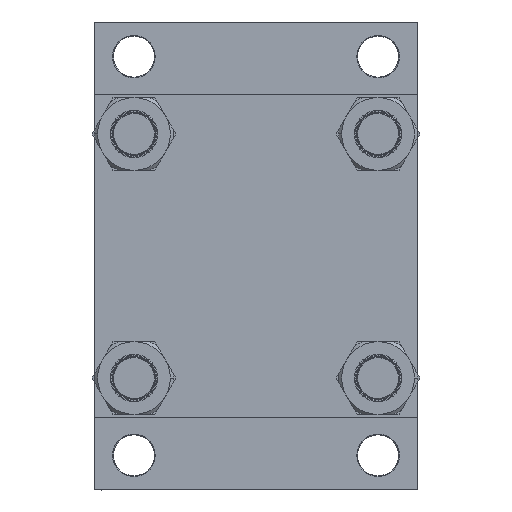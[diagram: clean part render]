
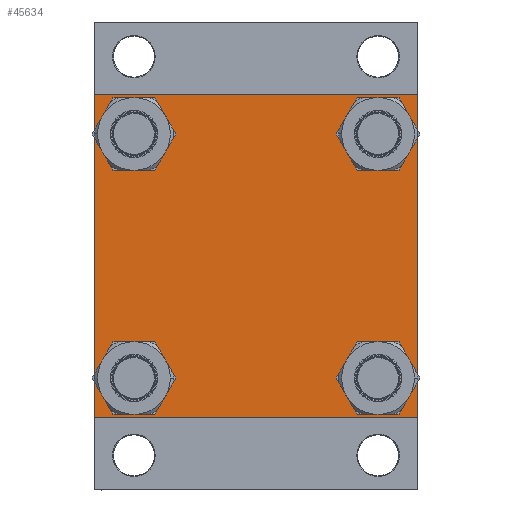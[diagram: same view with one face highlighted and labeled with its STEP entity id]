
A CAD part, left-side view. The second image highlights one B-rep face of the part: STEP entity #45634.
In plain terms, the highlighted planar face has unit normal (-1, 0, 0).
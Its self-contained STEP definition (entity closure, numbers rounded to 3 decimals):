
#256 = EDGE_CURVE ( 'NONE', #16652, #29985, #16472, .T. ) ;
#943 = EDGE_CURVE ( 'NONE', #46437, #7897, #11827, .T. ) ;
#1189 = CIRCLE ( 'NONE', #40827, 14. ) ;
#1553 = EDGE_LOOP ( 'NONE', ( #29723, #39467, #37450, #45435, #36749, #6046, #38236, #1795 ) ) ;
#1556 = VERTEX_POINT ( 'NONE', #9262 ) ;
#1657 = EDGE_CURVE ( 'NONE', #44790, #4163, #12738, .T. ) ;
#1723 = VERTEX_POINT ( 'NONE', #13567 ) ;
#1795 = ORIENTED_EDGE ( 'NONE', *, *, #13297, .T. ) ;
#1878 = EDGE_CURVE ( 'NONE', #36797, #33781, #27646, .T. ) ;
#2547 = FACE_BOUND ( 'NONE', #34614, .T. ) ;
#3108 = CIRCLE ( 'NONE', #36574, 14. ) ;
#3419 = VERTEX_POINT ( 'NONE', #4418 ) ;
#4163 = VERTEX_POINT ( 'NONE', #13640 ) ;
#4418 = CARTESIAN_POINT ( 'NONE',  ( 0., 102.5, -102. ) ) ;
#5964 = FACE_BOUND ( 'NONE', #21146, .T. ) ;
#6030 = VECTOR ( 'NONE', #39088, 1000. ) ;
#6046 = ORIENTED_EDGE ( 'NONE', *, *, #43124, .T. ) ;
#7516 = EDGE_CURVE ( 'NONE', #1723, #16498, #3108, .T. ) ;
#7897 = VERTEX_POINT ( 'NONE', #23942 ) ;
#8107 = DIRECTION ( 'NONE',  ( 0., 0., 1. ) ) ;
#8399 = LINE ( 'NONE', #23257, #41356 ) ;
#8650 = DIRECTION ( 'NONE',  ( 1., 0., 0. ) ) ;
#9142 = EDGE_CURVE ( 'NONE', #20133, #3419, #35529, .T. ) ;
#9262 = CARTESIAN_POINT ( 'NONE',  ( 0., -102.5, 102. ) ) ;
#9614 = VECTOR ( 'NONE', #33996, 1000. ) ;
#9683 = CARTESIAN_POINT ( 'NONE',  ( 0., 102., 102.5 ) ) ;
#10575 = CARTESIAN_POINT ( 'NONE',  ( 0., -102.25, -102.25 ) ) ;
#10663 = CARTESIAN_POINT ( 'NONE',  ( 0., 102.5, 102.5 ) ) ;
#11277 = EDGE_CURVE ( 'NONE', #1556, #12436, #8399, .T. ) ;
#11288 = DIRECTION ( 'NONE',  ( 1., 0., 0. ) ) ;
#11635 = CARTESIAN_POINT ( 'NONE',  ( 0., -77.45, 63.45 ) ) ;
#11811 = EDGE_CURVE ( 'NONE', #4163, #44790, #45237, .T. ) ;
#11827 = LINE ( 'NONE', #15479, #9614 ) ;
#12242 = LINE ( 'NONE', #19798, #14205 ) ;
#12436 = VERTEX_POINT ( 'NONE', #45782 ) ;
#12738 = CIRCLE ( 'NONE', #35283, 14. ) ;
#12908 = DIRECTION ( 'NONE',  ( 0., -0.707, -0.707 ) ) ;
#13272 = ORIENTED_EDGE ( 'NONE', *, *, #11811, .T. ) ;
#13297 = EDGE_CURVE ( 'NONE', #46437, #20133, #12242, .T. ) ;
#13365 = ORIENTED_EDGE ( 'NONE', *, *, #1657, .T. ) ;
#13399 = DIRECTION ( 'NONE',  ( 1., 0., 0. ) ) ;
#13567 = CARTESIAN_POINT ( 'NONE',  ( 0., -77.45, 91.45 ) ) ;
#13640 = CARTESIAN_POINT ( 'NONE',  ( 0., -77.45, -63.45 ) ) ;
#14122 = DIRECTION ( 'NONE',  ( 0., 0., 1. ) ) ;
#14205 = VECTOR ( 'NONE', #46096, 1000. ) ;
#14679 = DIRECTION ( 'NONE',  ( 1., 0., 0. ) ) ;
#14823 = CIRCLE ( 'NONE', #34257, 14. ) ;
#15148 = ORIENTED_EDGE ( 'NONE', *, *, #47227, .T. ) ;
#15154 = DIRECTION ( 'NONE',  ( 0., 0., 1. ) ) ;
#15479 = CARTESIAN_POINT ( 'NONE',  ( 0., 102.5, 102.5 ) ) ;
#15802 = CARTESIAN_POINT ( 'NONE',  ( 0., -77.45, -77.45 ) ) ;
#16196 = DIRECTION ( 'NONE',  ( 0., 0., 1. ) ) ;
#16231 = CARTESIAN_POINT ( 'NONE',  ( 0., 102.5, -102.5 ) ) ;
#16472 = LINE ( 'NONE', #16231, #46914 ) ;
#16498 = VERTEX_POINT ( 'NONE', #11635 ) ;
#16652 = VERTEX_POINT ( 'NONE', #24757 ) ;
#16761 = ORIENTED_EDGE ( 'NONE', *, *, #7516, .T. ) ;
#16897 = EDGE_CURVE ( 'NONE', #33781, #36797, #28182, .T. ) ;
#17000 = DIRECTION ( 'NONE',  ( 0., 0., -1. ) ) ;
#17581 = VECTOR ( 'NONE', #12908, 1000. ) ;
#19439 = DIRECTION ( 'NONE',  ( 0., 0., 1. ) ) ;
#19798 = CARTESIAN_POINT ( 'NONE',  ( 0., 102.25, 102.25 ) ) ;
#20133 = VERTEX_POINT ( 'NONE', #30924 ) ;
#20608 = DIRECTION ( 'NONE',  ( 0., -1., 0. ) ) ;
#20820 = ORIENTED_EDGE ( 'NONE', *, *, #1878, .T. ) ;
#20826 = CARTESIAN_POINT ( 'NONE',  ( 0., 0., 0. ) ) ;
#20986 = AXIS2_PLACEMENT_3D ( 'NONE', #20826, #24717, #31778 ) ;
#21146 = EDGE_LOOP ( 'NONE', ( #38928, #20820 ) ) ;
#22754 = AXIS2_PLACEMENT_3D ( 'NONE', #44892, #11288, #8107 ) ;
#22926 = EDGE_CURVE ( 'NONE', #32600, #42652, #1189, .T. ) ;
#23096 = CARTESIAN_POINT ( 'NONE',  ( 0., -77.45, -77.45 ) ) ;
#23257 = CARTESIAN_POINT ( 'NONE',  ( 0., -102.5, 102.5 ) ) ;
#23392 = LINE ( 'NONE', #41659, #17581 ) ;
#23911 = CIRCLE ( 'NONE', #27770, 14. ) ;
#23942 = CARTESIAN_POINT ( 'NONE',  ( 0., -102., 102.5 ) ) ;
#24717 = DIRECTION ( 'NONE',  ( -1., 0., 0. ) ) ;
#24757 = CARTESIAN_POINT ( 'NONE',  ( 0., 102., -102.5 ) ) ;
#25572 = CARTESIAN_POINT ( 'NONE',  ( 0., 77.45, 77.45 ) ) ;
#25743 = DIRECTION ( 'NONE',  ( 0., 0., 1. ) ) ;
#25888 = EDGE_LOOP ( 'NONE', ( #15148, #43244 ) ) ;
#26577 = AXIS2_PLACEMENT_3D ( 'NONE', #15802, #30663, #45511 ) ;
#26982 = ORIENTED_EDGE ( 'NONE', *, *, #35378, .T. ) ;
#27646 = CIRCLE ( 'NONE', #45503, 14. ) ;
#27770 = AXIS2_PLACEMENT_3D ( 'NONE', #32149, #13399, #14122 ) ;
#28182 = CIRCLE ( 'NONE', #22754, 14. ) ;
#28614 = FACE_BOUND ( 'NONE', #40499, .T. ) ;
#28700 = VECTOR ( 'NONE', #36180, 1000. ) ;
#29095 = LINE ( 'NONE', #10575, #6030 ) ;
#29723 = ORIENTED_EDGE ( 'NONE', *, *, #9142, .T. ) ;
#29837 = CARTESIAN_POINT ( 'NONE',  ( 0., 77.45, -91.45 ) ) ;
#29985 = VERTEX_POINT ( 'NONE', #32354 ) ;
#30389 = CARTESIAN_POINT ( 'NONE',  ( 0., 77.45, 63.45 ) ) ;
#30663 = DIRECTION ( 'NONE',  ( 1., 0., 0. ) ) ;
#30924 = CARTESIAN_POINT ( 'NONE',  ( 0., 102.5, 102. ) ) ;
#31778 = DIRECTION ( 'NONE',  ( 0., 0., 1. ) ) ;
#32149 = CARTESIAN_POINT ( 'NONE',  ( 0., -77.45, 77.45 ) ) ;
#32266 = LINE ( 'NONE', #47124, #28700 ) ;
#32354 = CARTESIAN_POINT ( 'NONE',  ( 0., -102., -102.5 ) ) ;
#32600 = VERTEX_POINT ( 'NONE', #30389 ) ;
#32736 = VECTOR ( 'NONE', #17000, 1000. ) ;
#33591 = DIRECTION ( 'NONE',  ( 0., 0., 1. ) ) ;
#33781 = VERTEX_POINT ( 'NONE', #42805 ) ;
#33821 = DIRECTION ( 'NONE',  ( 1., 0., 0. ) ) ;
#33996 = DIRECTION ( 'NONE',  ( 0., -1., 0. ) ) ;
#34208 = EDGE_CURVE ( 'NONE', #3419, #16652, #23392, .T. ) ;
#34257 = AXIS2_PLACEMENT_3D ( 'NONE', #25572, #40424, #33591 ) ;
#34614 = EDGE_LOOP ( 'NONE', ( #13272, #13365 ) ) ;
#35283 = AXIS2_PLACEMENT_3D ( 'NONE', #23096, #33821, #19439 ) ;
#35378 = EDGE_CURVE ( 'NONE', #16498, #1723, #23911, .T. ) ;
#35449 = PLANE ( 'NONE',  #20986 ) ;
#35529 = LINE ( 'NONE', #10663, #32736 ) ;
#36180 = DIRECTION ( 'NONE',  ( 0., 0.707, 0.707 ) ) ;
#36574 = AXIS2_PLACEMENT_3D ( 'NONE', #38381, #8650, #16196 ) ;
#36749 = ORIENTED_EDGE ( 'NONE', *, *, #11277, .F. ) ;
#36797 = VERTEX_POINT ( 'NONE', #29837 ) ;
#37249 = EDGE_CURVE ( 'NONE', #29985, #12436, #29095, .T. ) ;
#37450 = ORIENTED_EDGE ( 'NONE', *, *, #256, .T. ) ;
#38236 = ORIENTED_EDGE ( 'NONE', *, *, #943, .F. ) ;
#38381 = CARTESIAN_POINT ( 'NONE',  ( 0., -77.45, 77.45 ) ) ;
#38928 = ORIENTED_EDGE ( 'NONE', *, *, #16897, .T. ) ;
#39088 = DIRECTION ( 'NONE',  ( 0., -0.707, 0.707 ) ) ;
#39333 = FACE_OUTER_BOUND ( 'NONE', #1553, .T. ) ;
#39467 = ORIENTED_EDGE ( 'NONE', *, *, #34208, .T. ) ;
#40424 = DIRECTION ( 'NONE',  ( 1., 0., 0. ) ) ;
#40499 = EDGE_LOOP ( 'NONE', ( #16761, #26982 ) ) ;
#40827 = AXIS2_PLACEMENT_3D ( 'NONE', #45849, #14679, #15154 ) ;
#41356 = VECTOR ( 'NONE', #45658, 1000. ) ;
#41659 = CARTESIAN_POINT ( 'NONE',  ( 0., 102.25, -102.25 ) ) ;
#42652 = VERTEX_POINT ( 'NONE', #47219 ) ;
#42805 = CARTESIAN_POINT ( 'NONE',  ( 0., 77.45, -63.45 ) ) ;
#43124 = EDGE_CURVE ( 'NONE', #1556, #7897, #32266, .T. ) ;
#43244 = ORIENTED_EDGE ( 'NONE', *, *, #22926, .T. ) ;
#44245 = DIRECTION ( 'NONE',  ( 1., 0., 0. ) ) ;
#44481 = CARTESIAN_POINT ( 'NONE',  ( 0., 77.45, -77.45 ) ) ;
#44502 = CARTESIAN_POINT ( 'NONE',  ( 0., -77.45, -91.45 ) ) ;
#44790 = VERTEX_POINT ( 'NONE', #44502 ) ;
#44892 = CARTESIAN_POINT ( 'NONE',  ( 0., 77.45, -77.45 ) ) ;
#45237 = CIRCLE ( 'NONE', #26577, 14. ) ;
#45435 = ORIENTED_EDGE ( 'NONE', *, *, #37249, .T. ) ;
#45503 = AXIS2_PLACEMENT_3D ( 'NONE', #44481, #44245, #25743 ) ;
#45511 = DIRECTION ( 'NONE',  ( 0., 0., 1. ) ) ;
#45634 = ADVANCED_FACE ( 'NONE', ( #28614, #2547, #5964, #47353, #39333 ), #35449, .T. ) ;
#45658 = DIRECTION ( 'NONE',  ( 0., 0., -1. ) ) ;
#45782 = CARTESIAN_POINT ( 'NONE',  ( 0., -102.5, -102. ) ) ;
#45849 = CARTESIAN_POINT ( 'NONE',  ( 0., 77.45, 77.45 ) ) ;
#46096 = DIRECTION ( 'NONE',  ( 0., 0.707, -0.707 ) ) ;
#46437 = VERTEX_POINT ( 'NONE', #9683 ) ;
#46914 = VECTOR ( 'NONE', #20608, 1000. ) ;
#47124 = CARTESIAN_POINT ( 'NONE',  ( 0., -102.25, 102.25 ) ) ;
#47219 = CARTESIAN_POINT ( 'NONE',  ( 0., 77.45, 91.45 ) ) ;
#47227 = EDGE_CURVE ( 'NONE', #42652, #32600, #14823, .T. ) ;
#47353 = FACE_BOUND ( 'NONE', #25888, .T. ) ;
